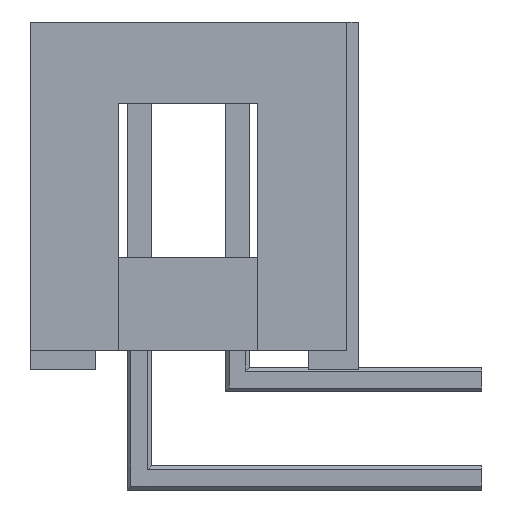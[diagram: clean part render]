
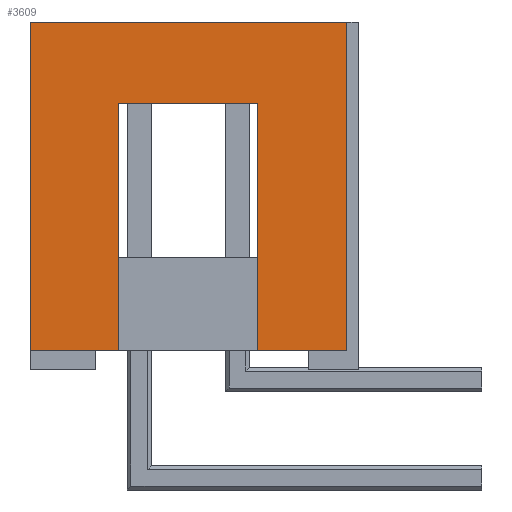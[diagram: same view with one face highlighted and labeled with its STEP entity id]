
A CAD part, left-side view. The second image highlights one B-rep face of the part: STEP entity #3609.
In plain terms, the highlighted planar face has unit normal (-1, 0, 0).
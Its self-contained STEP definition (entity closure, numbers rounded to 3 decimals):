
#77 = LINE ( 'NONE', #78, #79 ) ;
#78 = CARTESIAN_POINT ( 'NONE',  ( -13.82, 8.5, -8.5 ) ) ;
#79 = VECTOR ( 'NONE', #80, 1000. ) ;
#80 = DIRECTION ( 'NONE',  ( 0., 0., 1. ) ) ;
#233 = VERTEX_POINT ( 'NONE', #4024 ) ;
#257 = ORIENTED_EDGE ( 'NONE', *, *, #3063, .F. ) ;
#289 = CARTESIAN_POINT ( 'NONE',  ( -13.82, 8.5, 0. ) ) ;
#305 = EDGE_CURVE ( 'NONE', #513, #14012, #4079, .T. ) ;
#422 = EDGE_CURVE ( 'NONE', #233, #11314, #4229, .T. ) ;
#513 = VERTEX_POINT ( 'NONE', #4358 ) ;
#784 = ORIENTED_EDGE ( 'NONE', *, *, #305, .F. ) ;
#1779 = LINE ( 'NONE', #1780, #1781 ) ;
#1780 = CARTESIAN_POINT ( 'NONE',  ( -13.82, 2.6, -2.1 ) ) ;
#1781 = VECTOR ( 'NONE', #1782, 1000. ) ;
#1782 = DIRECTION ( 'NONE',  ( 0., 0., -1. ) ) ;
#2158 = CARTESIAN_POINT ( 'NONE',  ( -13.82, 2.6, -8.5 ) ) ;
#2783 = ORIENTED_EDGE ( 'NONE', *, *, #2908, .T. ) ;
#2908 = EDGE_CURVE ( 'NONE', #233, #13879, #7976, .T. ) ;
#3063 = EDGE_CURVE ( 'NONE', #14008, #3524, #8324, .T. ) ;
#3524 = VERTEX_POINT ( 'NONE', #9706 ) ;
#3609 = ADVANCED_FACE ( 'NONE', ( #10844 ), #10863, .F. ) ;
#4024 = CARTESIAN_POINT ( 'NONE',  ( -13.82, 0.3, -8.5 ) ) ;
#4079 = LINE ( 'NONE', #4080, #4081 ) ;
#4080 = CARTESIAN_POINT ( 'NONE',  ( -13.82, 2.6, -2.1 ) ) ;
#4081 = VECTOR ( 'NONE', #4082, 1000. ) ;
#4082 = DIRECTION ( 'NONE',  ( 0., 1., 0. ) ) ;
#4229 = LINE ( 'NONE', #4230, #4231 ) ;
#4230 = CARTESIAN_POINT ( 'NONE',  ( -13.82, 0.3, -8.5 ) ) ;
#4231 = VECTOR ( 'NONE', #4232, 1000. ) ;
#4232 = DIRECTION ( 'NONE',  ( 0., 1., 0. ) ) ;
#4358 = CARTESIAN_POINT ( 'NONE',  ( -13.82, 2.6, -2.1 ) ) ;
#6087 = ORIENTED_EDGE ( 'NONE', *, *, #13556, .T. ) ;
#6363 = ORIENTED_EDGE ( 'NONE', *, *, #6647, .F. ) ;
#6647 = EDGE_CURVE ( 'NONE', #3524, #6912, #77, .T. ) ;
#6912 = VERTEX_POINT ( 'NONE', #289 ) ;
#7976 = LINE ( 'NONE', #7977, #7978 ) ;
#7977 = CARTESIAN_POINT ( 'NONE',  ( -13.82, 0.3, -8.5 ) ) ;
#7978 = VECTOR ( 'NONE', #7979, 1000. ) ;
#7979 = DIRECTION ( 'NONE',  ( 0., 0., 1. ) ) ;
#8324 = LINE ( 'NONE', #8325, #8326 ) ;
#8325 = CARTESIAN_POINT ( 'NONE',  ( -13.82, 0.3, -8.5 ) ) ;
#8326 = VECTOR ( 'NONE', #8327, 1000. ) ;
#8327 = DIRECTION ( 'NONE',  ( 0., 1., 0. ) ) ;
#9706 = CARTESIAN_POINT ( 'NONE',  ( -13.82, 8.5, -8.5 ) ) ;
#10118 = ORIENTED_EDGE ( 'NONE', *, *, #10404, .T. ) ;
#10404 = EDGE_CURVE ( 'NONE', #513, #11314, #1779, .T. ) ;
#10844 = FACE_OUTER_BOUND ( 'NONE', #12045, .T. ) ;
#10863 = PLANE ( 'NONE',  #10864 ) ;
#10864 = AXIS2_PLACEMENT_3D ( 'NONE', #10865, #10866, #10867 ) ;
#10865 = CARTESIAN_POINT ( 'NONE',  ( -13.82, 0.3, -8.5 ) ) ;
#10866 = DIRECTION ( 'NONE',  ( 1., 0., 0. ) ) ;
#10867 = DIRECTION ( 'NONE',  ( 0., 1., 0. ) ) ;
#10980 = ORIENTED_EDGE ( 'NONE', *, *, #422, .F. ) ;
#11314 = VERTEX_POINT ( 'NONE', #2158 ) ;
#12045 = EDGE_LOOP ( 'NONE', ( #784, #10118, #10980, #2783, #6087, #6363, #257, #12137 ) ) ;
#12096 = LINE ( 'NONE', #12097, #12098 ) ;
#12097 = CARTESIAN_POINT ( 'NONE',  ( -13.82, 0.3, 0. ) ) ;
#12098 = VECTOR ( 'NONE', #12099, 1000. ) ;
#12099 = DIRECTION ( 'NONE',  ( 0., 1., 0. ) ) ;
#12137 = ORIENTED_EDGE ( 'NONE', *, *, #13618, .F. ) ;
#12308 = LINE ( 'NONE', #12309, #12310 ) ;
#12309 = CARTESIAN_POINT ( 'NONE',  ( -13.82, 6.2, -2.1 ) ) ;
#12310 = VECTOR ( 'NONE', #12311, 1000. ) ;
#12311 = DIRECTION ( 'NONE',  ( 0., 0., -1. ) ) ;
#12729 = CARTESIAN_POINT ( 'NONE',  ( -13.82, 0.3, 0. ) ) ;
#13000 = CARTESIAN_POINT ( 'NONE',  ( -13.82, 6.2, -8.5 ) ) ;
#13010 = CARTESIAN_POINT ( 'NONE',  ( -13.82, 6.2, -2.1 ) ) ;
#13556 = EDGE_CURVE ( 'NONE', #13879, #6912, #12096, .T. ) ;
#13618 = EDGE_CURVE ( 'NONE', #14012, #14008, #12308, .T. ) ;
#13879 = VERTEX_POINT ( 'NONE', #12729 ) ;
#14008 = VERTEX_POINT ( 'NONE', #13000 ) ;
#14012 = VERTEX_POINT ( 'NONE', #13010 ) ;
